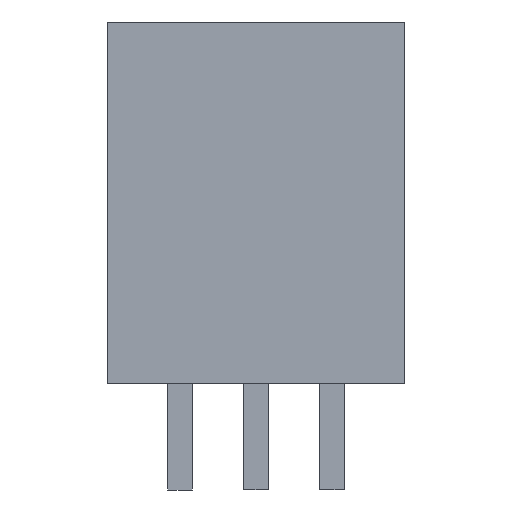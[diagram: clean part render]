
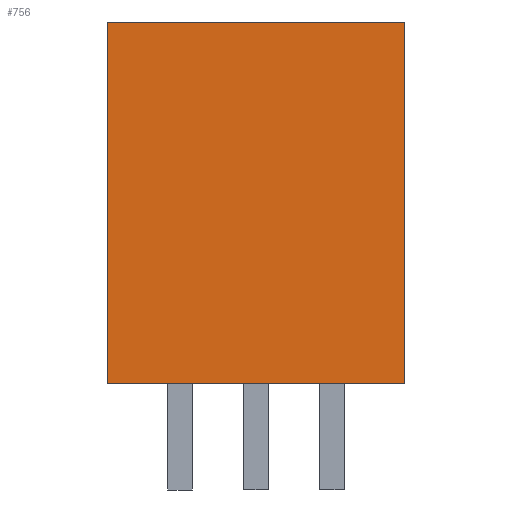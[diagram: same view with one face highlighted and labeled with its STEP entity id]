
A CAD part, left-side view. The second image highlights one B-rep face of the part: STEP entity #756.
In plain terms, the highlighted planar face has unit normal (-1, 0, 0).
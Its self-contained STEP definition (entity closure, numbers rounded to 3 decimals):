
#467 = VERTEX_POINT('',#468);
#468 = CARTESIAN_POINT('',(-7.55,-4.9,11.9));
#474 = EDGE_CURVE('',#467,#475,#477,.T.);
#475 = VERTEX_POINT('',#476);
#476 = CARTESIAN_POINT('',(-7.55,4.9,11.9));
#477 = LINE('',#478,#479);
#478 = CARTESIAN_POINT('',(-7.55,-4.9,11.9));
#479 = VECTOR('',#480,1.);
#480 = DIRECTION('',(0.,1.,0.));
#498 = VERTEX_POINT('',#499);
#499 = CARTESIAN_POINT('',(-7.55,-4.9,0.));
#505 = EDGE_CURVE('',#498,#467,#506,.T.);
#506 = LINE('',#507,#508);
#507 = CARTESIAN_POINT('',(-7.55,-4.9,0.));
#508 = VECTOR('',#509,1.);
#509 = DIRECTION('',(0.,0.,1.));
#522 = EDGE_CURVE('',#475,#523,#525,.T.);
#523 = VERTEX_POINT('',#524);
#524 = CARTESIAN_POINT('',(-7.55,4.9,0.));
#525 = LINE('',#526,#527);
#526 = CARTESIAN_POINT('',(-7.55,4.9,11.9));
#527 = VECTOR('',#528,1.);
#528 = DIRECTION('',(0.,0.,-1.));
#546 = EDGE_CURVE('',#523,#498,#547,.T.);
#547 = LINE('',#548,#549);
#548 = CARTESIAN_POINT('',(-7.55,4.9,0.));
#549 = VECTOR('',#550,1.);
#550 = DIRECTION('',(0.,-1.,0.));
#756 = ADVANCED_FACE('',(#757),#763,.F.);
#757 = FACE_BOUND('',#758,.T.);
#758 = EDGE_LOOP('',(#759,#760,#761,#762));
#759 = ORIENTED_EDGE('',*,*,#474,.T.);
#760 = ORIENTED_EDGE('',*,*,#522,.T.);
#761 = ORIENTED_EDGE('',*,*,#546,.T.);
#762 = ORIENTED_EDGE('',*,*,#505,.T.);
#763 = PLANE('',#764);
#764 = AXIS2_PLACEMENT_3D('',#765,#766,#767);
#765 = CARTESIAN_POINT('',(-7.55,0.,5.95));
#766 = DIRECTION('',(1.,0.,0.));
#767 = DIRECTION('',(0.,0.,1.));
